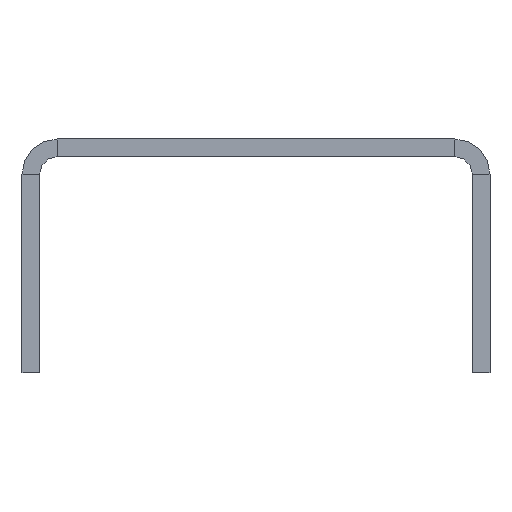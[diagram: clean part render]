
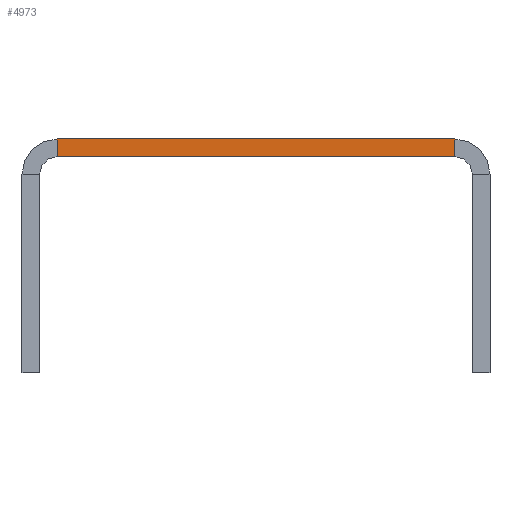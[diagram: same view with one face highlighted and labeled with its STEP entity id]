
A CAD part, front view. The second image highlights one B-rep face of the part: STEP entity #4973.
In plain terms, the highlighted planar face has unit normal (0, -1, 0).
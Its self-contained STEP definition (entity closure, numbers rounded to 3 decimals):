
#1103=DIRECTION('',(0.,0.,-1.));
#1104=VECTOR('',#1103,1.5);
#1105=CARTESIAN_POINT('',(17.,-1500.,10.));
#1106=LINE('',#1105,#1104);
#1107=DIRECTION('',(1.,0.,0.));
#1108=VECTOR('',#1107,34.);
#1109=CARTESIAN_POINT('',(-17.,-1500.,8.5));
#1110=LINE('',#1109,#1108);
#1111=DIRECTION('',(1.,0.,0.));
#1112=VECTOR('',#1111,34.);
#1113=CARTESIAN_POINT('',(-17.,-1500.,10.));
#1114=LINE('',#1113,#1112);
#1205=DIRECTION('',(0.,0.,-1.));
#1206=VECTOR('',#1205,1.5);
#1207=CARTESIAN_POINT('',(-17.,-1500.,10.));
#1208=LINE('',#1207,#1206);
#3322=CARTESIAN_POINT('',(17.,-1500.,10.));
#3324=VERTEX_POINT('',#3322);
#3334=CARTESIAN_POINT('',(-17.,-1500.,10.));
#3336=VERTEX_POINT('',#3334);
#3338=CARTESIAN_POINT('',(17.,-1500.,8.5));
#3340=VERTEX_POINT('',#3338);
#3350=CARTESIAN_POINT('',(-17.,-1500.,8.5));
#3352=VERTEX_POINT('',#3350);
#4959=CARTESIAN_POINT('',(0.,-1500.,9.25));
#4960=DIRECTION('',(0.,-1.,0.));
#4961=DIRECTION('',(1.,0.,0.));
#4962=AXIS2_PLACEMENT_3D('',#4959,#4960,#4961);
#4963=PLANE('',#4962);
#4965=ORIENTED_EDGE('',*,*,#4964,.T.);
#4967=ORIENTED_EDGE('',*,*,#4966,.F.);
#4969=ORIENTED_EDGE('',*,*,#4968,.F.);
#4970=ORIENTED_EDGE('',*,*,#4350,.T.);
#4971=EDGE_LOOP('',(#4965,#4967,#4969,#4970));
#4972=FACE_OUTER_BOUND('',#4971,.F.);
#4973=ADVANCED_FACE('',(#4972),#4963,.T.);
#4350=EDGE_CURVE('',#3336,#3324,#1114,.T.);
#4964=EDGE_CURVE('',#3324,#3340,#1106,.T.);
#4966=EDGE_CURVE('',#3352,#3340,#1110,.T.);
#4968=EDGE_CURVE('',#3336,#3352,#1208,.T.);
